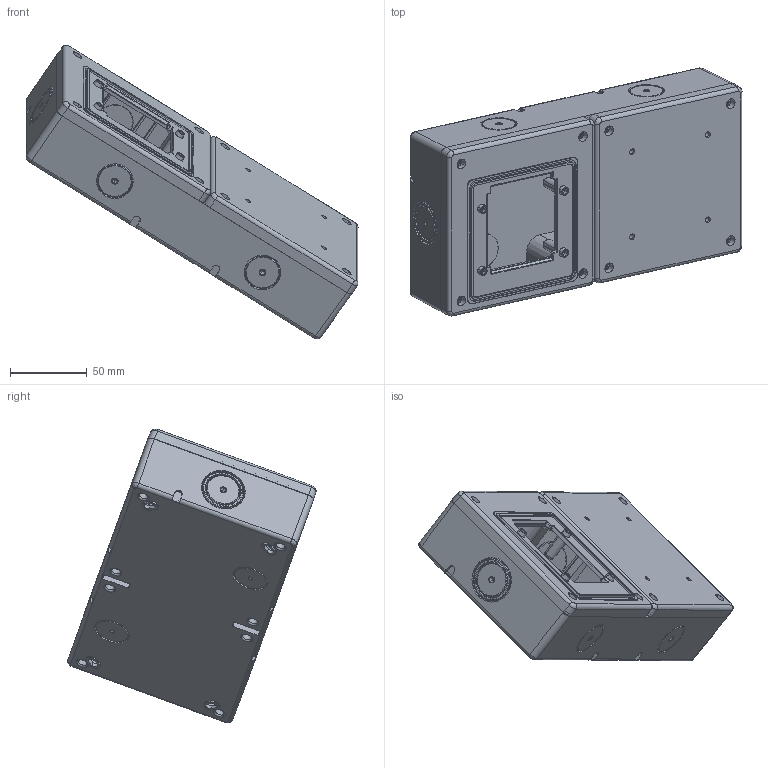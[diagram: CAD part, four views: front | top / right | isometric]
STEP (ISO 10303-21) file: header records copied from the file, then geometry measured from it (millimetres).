
FILE_DESCRIPTION(('CATIA V5 STEP Exchange'),'2;1');
FILE_NAME('BP166.stp','2025-04-09T08:16:47+00:00',('none'),('none'),'CATIA Version 5-6 Release 2016 SP6','CATIA V5 STEP AP203','none');
FILE_SCHEMA(('CONFIG_CONTROL_DESIGN'));
Products named in the file (1): STP
Assembly tree (11 placements, depth 2):
  STP
    #57  x8
    #4396
    #48594
    #58918
Bounding box: 216.48 x 161.93 x 191.63 mm (x, y, z)
Volume: 240644.8 mm3; surface area: 243383.8 mm2
Topology: 11 solids, 11 shells, 2915 faces, 7740 edges, 5010 vertices
Faces by surface type: plane 1478, cylinder 645, cone 392, torus 164, bspline 148, sphere 88
Entity records: 73516 total; most frequent: CARTESIAN_POINT 24997, ORIENTED_EDGE 11624, DIRECTION 7098, EDGE_CURVE 5812, VERTEX_POINT 3764, VECTOR 3024, LINE 3024, AXIS2_PLACEMENT_3D 2583
